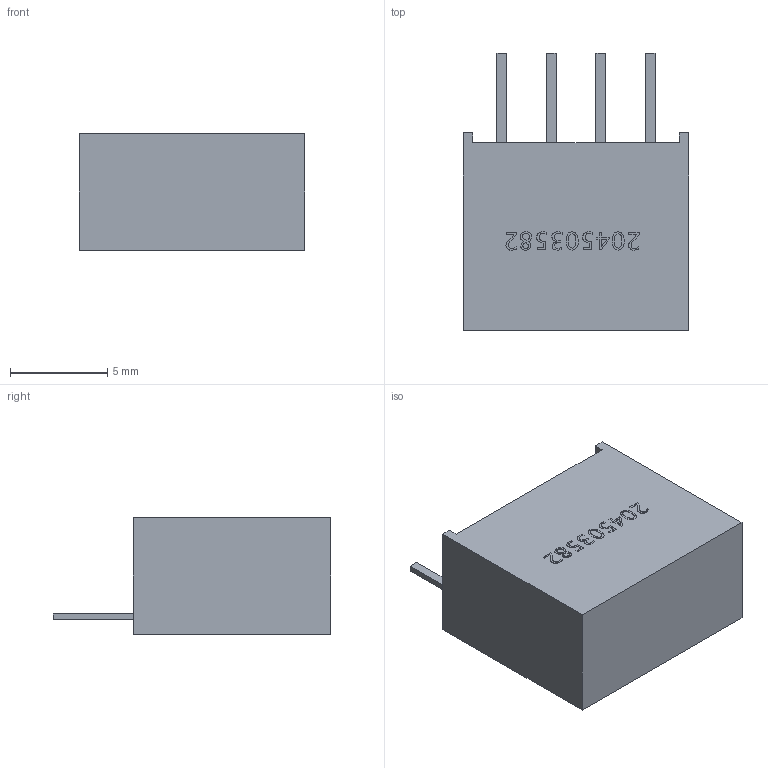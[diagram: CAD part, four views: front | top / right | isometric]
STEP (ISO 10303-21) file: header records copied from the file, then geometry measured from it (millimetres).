
FILE_DESCRIPTION(/* description */ (''),/* implementation_level */ '2;1');
FILE_NAME(/* name */ 'B0303S-1W.step',/* time_stamp */ '2022-07-02T09:20:10+07:00',/* author */ (''),/* organization */ (''),/* preprocessor_version */ 'ST-DEVELOPER v19',/* originating_system */ 'Autodesk Translation Framework v11.7.0.108',/* authorisation */ '');
FILE_SCHEMA (('AUTOMOTIVE_DESIGN { 1 0 10303 214 3 1 1 }'));
Length unit declared in the file: millimetre
Products named in the file (1): B0303S-1W
Bounding box: 11.6 x 14.26 x 6 mm (x, y, z)
Volume: 678.1 mm3; surface area: 546.7 mm2
Topology: 40 solids, 40 shells, 1259 faces, 3384 edges, 2256 vertices
Faces by surface type: bspline 662, plane 595, cylinder 2
Full cylindrical faces by diameter (mm): 0.8 x2
Entity records: 45157 total; most frequent: CARTESIAN_POINT 18106, ORIENTED_EDGE 6768, EDGE_CURVE 3384, DIRECTION 3260, VERTEX_POINT 2256, LINE 2056, VECTOR 2056, EDGE_LOOP 1342
